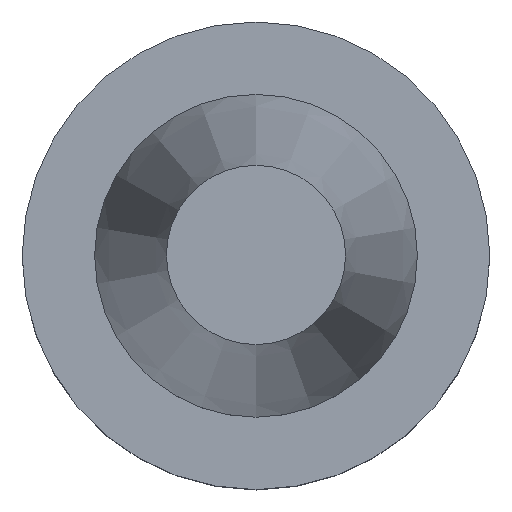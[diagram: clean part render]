
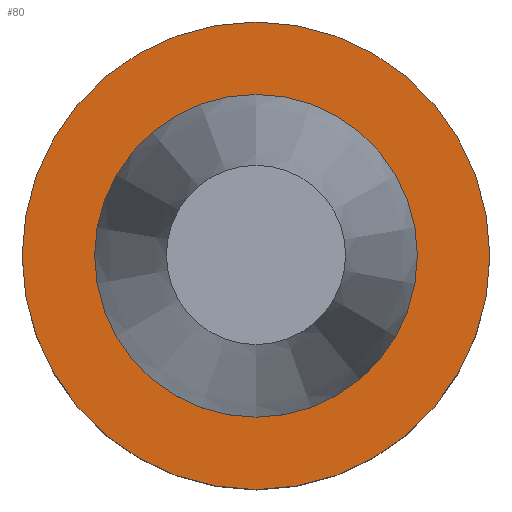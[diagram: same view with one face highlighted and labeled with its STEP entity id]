
A CAD part, top view. The second image highlights one B-rep face of the part: STEP entity #80.
In plain terms, the highlighted planar face has unit normal (0, 0, 1).
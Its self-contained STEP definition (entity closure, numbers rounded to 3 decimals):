
#80=ADVANCED_FACE('',(#102,#103),#104,.T.);
#102=FACE_OUTER_BOUND('',#139,.T.);
#103=FACE_BOUND('',#140,.T.);
#104=PLANE('',#141);
#139=EDGE_LOOP('',(#186));
#140=EDGE_LOOP('',(#187));
#141=AXIS2_PLACEMENT_3D('',#188,#189,#190);
#186=ORIENTED_EDGE('',*,*,#231,.F.);
#187=ORIENTED_EDGE('',*,*,#230,.T.);
#188=CARTESIAN_POINT('',(0.,19.438,-1.));
#189=DIRECTION('',(0.,0.,1.0));
#190=DIRECTION('',(0.,-1.0,0.));
#230=EDGE_CURVE('',#246,#246,#247,.T.);
#231=EDGE_CURVE('',#248,#248,#249,.T.);
#246=VERTEX_POINT('',#270);
#247=CIRCLE('',#271,15.875);
#248=VERTEX_POINT('',#272);
#249=CIRCLE('',#273,23.0);
#270=CARTESIAN_POINT('',(0.,15.875,-1.));
#271=AXIS2_PLACEMENT_3D('',#298,#299,#300);
#272=CARTESIAN_POINT('',(0.,23.0,-1.));
#273=AXIS2_PLACEMENT_3D('',#301,#302,#303);
#298=CARTESIAN_POINT('',(0.,0.,-1.0));
#299=DIRECTION('',(0.,0.,-1.0));
#300=DIRECTION('',(0.,1.0,0.));
#301=CARTESIAN_POINT('',(0.,0.,-1.0));
#302=DIRECTION('',(0.,0.,-1.0));
#303=DIRECTION('',(0.,1.0,0.));
